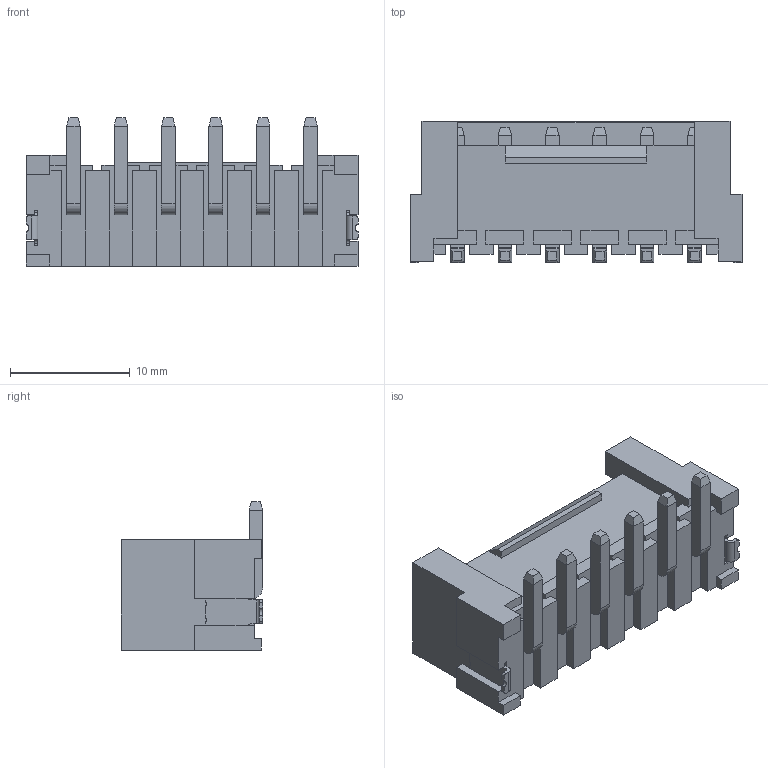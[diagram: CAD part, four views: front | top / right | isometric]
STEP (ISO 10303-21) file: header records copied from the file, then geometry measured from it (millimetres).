
FILE_DESCRIPTION((''),'2;1');
FILE_NAME('FWF39614-S06S25W5M_ASM','2025-09-09T',('工程三'),(''),'PRO/ENGINEER BY PARAMETRIC TECHNOLOGY CORPORATION, 2010280','PRO/ENGINEER BY PARAMETRIC TECHNOLOGY CORPORATION, 2010280','');
FILE_SCHEMA(('CONFIG_CONTROL_DESIGN'));
Length unit declared in the file: millimetre
Products named in the file (1): FWF39614-S06S25W5M_ASM
Bounding box: 27.72 x 11.8 x 12.4 mm (x, y, z)
Volume: 1203.2 mm3; surface area: 2300 mm2
Topology: 1 solids, 1 shells, 319 faces, 851 edges, 546 vertices
Faces by surface type: plane 281, cylinder 38
Entity records: 9751 total; most frequent: CARTESIAN_POINT 1716, ORIENTED_EDGE 1702, DIRECTION 1569, EDGE_CURVE 851, VECTOR 771, LINE 771, VERTEX_POINT 546, AXIS2_PLACEMENT_3D 399
